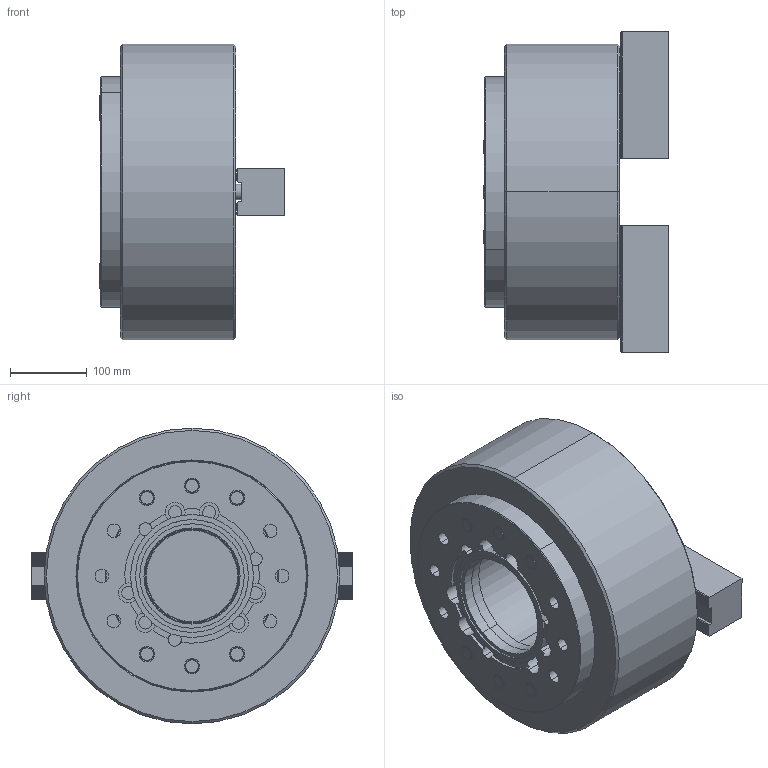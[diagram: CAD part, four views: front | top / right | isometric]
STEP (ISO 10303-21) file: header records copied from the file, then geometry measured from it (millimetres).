
FILE_DESCRIPTION (( 'STEP AP203' ), '1' );
FILE_NAME ('CF-2L-15A8.STEP', '2019-12-19T03:46:40', ( 'temp' ), ( '' ), 'SwSTEP 2.0', 'SolidWorks 2016', '' );
FILE_SCHEMA (( 'CONFIG_CONTROL_DESIGN' ));
Length unit declared in the file: metre
Products named in the file (11): CF-2L-15A8; CF-2L-15-05000; CF-2L-15-06000; 半圓頭六角孔螺栓_M5x10; 無頭六角孔螺絲_M12x18; SJ-15P; 圓頭內六角螺栓_M20x55; 圓頭內六角螺栓_M20x150; CF-2L-15-01000; 3L-15-13000-A8法蘭; CF-2L-15-02000
Assembly tree (23 placements, depth 2):
  CF-2L-15A8
    CF-2L-15-01000
    CF-2L-15-02000
    CF-2L-15-05000
    CF-2L-15-06000
    半圓頭六角孔螺栓_M5x10  x4
    無頭六角孔螺絲_M12x18  x2
    SJ-15P  x2
    圓頭內六角螺栓_M20x55  x4
    圓頭內六角螺栓_M20x150  x6
    3L-15-13000-A8法蘭
Bounding box: 240.25 x 416.8 x 385 mm (x, y, z)
Volume: 16484827.9 mm3; surface area: 1242546.3 mm2
Topology: 23 solids, 23 shells, 2577 faces, 7220 edges, 4726 vertices
Faces by surface type: plane 1662, cylinder 730, cone 159, torus 26
Entity records: 45611 total; most frequent: CARTESIAN_POINT 9486, ORIENTED_EDGE 7664, DIRECTION 6760, EDGE_CURVE 3832, LINE 2694, VECTOR 2694, VERTEX_POINT 2525, AXIS2_PLACEMENT_3D 2033
